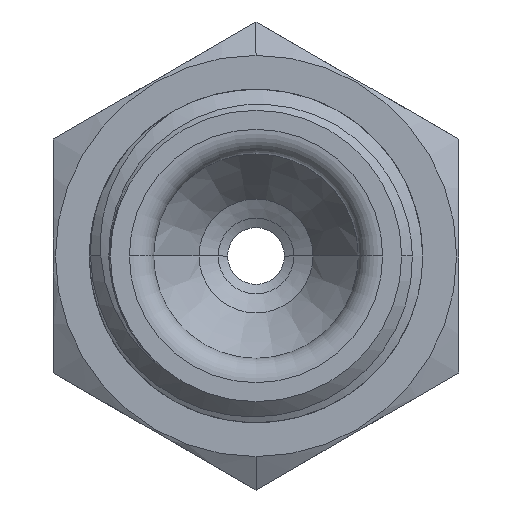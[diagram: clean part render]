
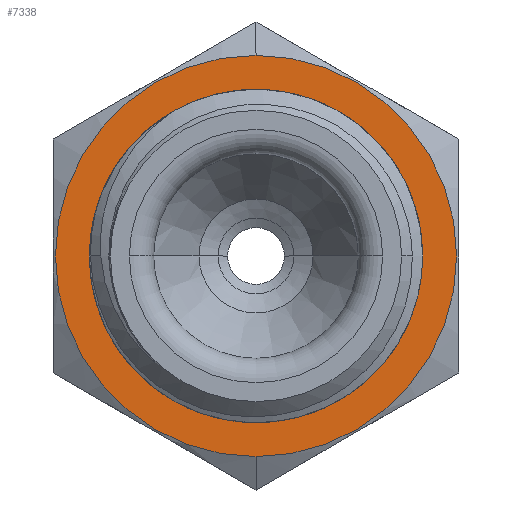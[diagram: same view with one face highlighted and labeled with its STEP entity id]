
A CAD part, front view. The second image highlights one B-rep face of the part: STEP entity #7338.
In plain terms, the highlighted planar face has unit normal (0, -1, 0).
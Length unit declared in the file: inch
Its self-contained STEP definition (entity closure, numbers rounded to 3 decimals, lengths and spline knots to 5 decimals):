
#518 = VERTEX_POINT ( 'NONE', #12667 ) ;
#626 = VERTEX_POINT ( 'NONE', #10445 ) ;
#1112 = DIRECTION ( 'NONE',  ( 0., -1., 0. ) ) ;
#2307 = DIRECTION ( 'NONE',  ( 0., -1., 0. ) ) ;
#2311 = VERTEX_POINT ( 'NONE', #14031 ) ;
#2397 = DIRECTION ( 'NONE',  ( 0., -1., 0. ) ) ;
#2409 = CARTESIAN_POINT ( 'NONE',  ( 0., 0.75, 0.39 ) ) ;
#2495 = ORIENTED_EDGE ( 'NONE', *, *, #11312, .T. ) ;
#2812 = DIRECTION ( 'NONE',  ( -1., 0., 0. ) ) ;
#3348 = DIRECTION ( 'NONE',  ( 0., 0., -1. ) ) ;
#3570 = PLANE ( 'NONE',  #8088 ) ;
#3812 = CIRCLE ( 'NONE', #7427, 0.39 ) ;
#4067 = EDGE_CURVE ( 'NONE', #2311, #518, #10405, .T. ) ;
#5405 = ORIENTED_EDGE ( 'NONE', *, *, #4067, .T. ) ;
#5501 = ORIENTED_EDGE ( 'NONE', *, *, #5553, .T. ) ;
#5537 = AXIS2_PLACEMENT_3D ( 'NONE', #10328, #1112, #3348 ) ;
#5553 = EDGE_CURVE ( 'NONE', #626, #9564, #15016, .T. ) ;
#5790 = FACE_BOUND ( 'NONE', #12268, .T. ) ;
#6434 = AXIS2_PLACEMENT_3D ( 'NONE', #9391, #2397, #14133 ) ;
#7338 = ADVANCED_FACE ( 'NONE', ( #5790, #14014 ), #3570, .T. ) ;
#7427 = AXIS2_PLACEMENT_3D ( 'NONE', #10960, #8615, #2812 ) ;
#8088 = AXIS2_PLACEMENT_3D ( 'NONE', #2409, #2307, #8164 ) ;
#8164 = DIRECTION ( 'NONE',  ( 1., 0., 0. ) ) ;
#8615 = DIRECTION ( 'NONE',  ( 0., 1., 0. ) ) ;
#8882 = CARTESIAN_POINT ( 'NONE',  ( 0., 0.75, 0. ) ) ;
#9118 = ORIENTED_EDGE ( 'NONE', *, *, #10417, .T. ) ;
#9241 = EDGE_LOOP ( 'NONE', ( #9118, #5501 ) ) ;
#9391 = CARTESIAN_POINT ( 'NONE',  ( 0., 0.75, 0. ) ) ;
#9564 = VERTEX_POINT ( 'NONE', #14775 ) ;
#10328 = CARTESIAN_POINT ( 'NONE',  ( 0., 0.75, 0. ) ) ;
#10405 = CIRCLE ( 'NONE', #14248, 0.39 ) ;
#10417 = EDGE_CURVE ( 'NONE', #9564, #626, #12148, .T. ) ;
#10445 = CARTESIAN_POINT ( 'NONE',  ( 0., 0.75, -0.495 ) ) ;
#10960 = CARTESIAN_POINT ( 'NONE',  ( 0., 0.75, 0. ) ) ;
#11006 = DIRECTION ( 'NONE',  ( 0., 1., 0. ) ) ;
#11312 = EDGE_CURVE ( 'NONE', #518, #2311, #3812, .T. ) ;
#12148 = CIRCLE ( 'NONE', #6434, 0.495 ) ;
#12268 = EDGE_LOOP ( 'NONE', ( #2495, #5405 ) ) ;
#12667 = CARTESIAN_POINT ( 'NONE',  ( -0.39, 0.75, 0. ) ) ;
#13577 = DIRECTION ( 'NONE',  ( -1., 0., 0. ) ) ;
#14014 = FACE_OUTER_BOUND ( 'NONE', #9241, .T. ) ;
#14031 = CARTESIAN_POINT ( 'NONE',  ( 0.39, 0.75, 0. ) ) ;
#14133 = DIRECTION ( 'NONE',  ( 0., 0., -1. ) ) ;
#14248 = AXIS2_PLACEMENT_3D ( 'NONE', #8882, #11006, #13577 ) ;
#14775 = CARTESIAN_POINT ( 'NONE',  ( 0., 0.75, 0.495 ) ) ;
#15016 = CIRCLE ( 'NONE', #5537, 0.495 ) ;
